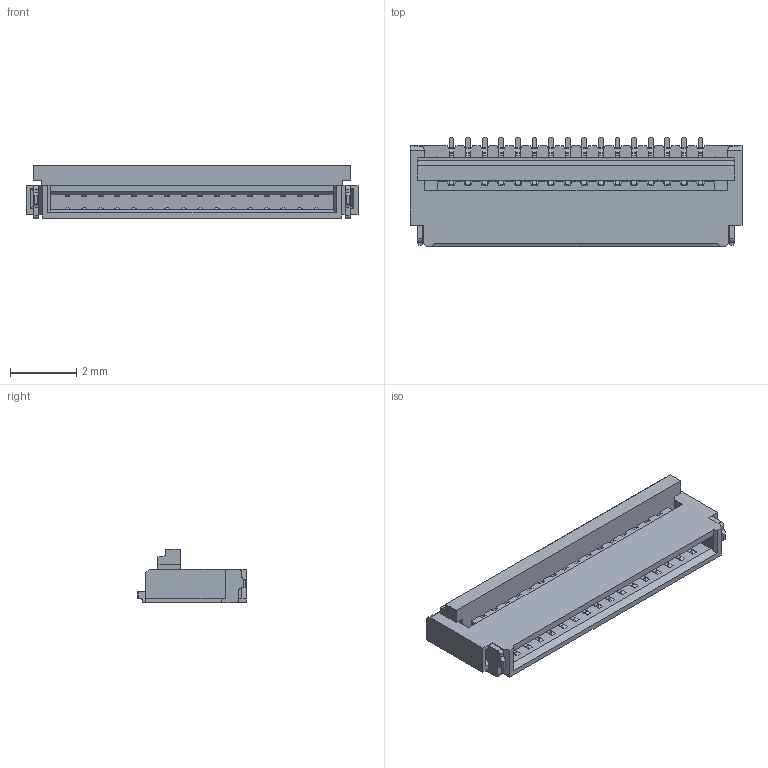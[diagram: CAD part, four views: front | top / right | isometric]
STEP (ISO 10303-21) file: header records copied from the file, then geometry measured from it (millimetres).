
FILE_DESCRIPTION(/* description */ (''),/* implementation_level */ '2;1');
FILE_NAME(/* name */ 'Amphenol F3311A7H121016E200.step',/* time_stamp */ '2025-07-28T23:05:03+01:00',/* author */ (''),/* organization */ (''),/* preprocessor_version */ 'ST-DEVELOPER v20.1',/* originating_system */ 'Autodesk Translation Framework v14.10.0.0',/* authorisation */ '');
FILE_SCHEMA (('AUTOMOTIVE_DESIGN { 1 0 10303 214 3 1 1 }'));
Length unit declared in the file: millimetre
Products named in the file (4): F331_16PIN_ASM; F331_L; F331_M; F331_R
Assembly tree (3 placements, depth 2):
  F331_16PIN_ASM
    F331_L
    F331_M
    F331_R
Bounding box: 10 x 3.3 x 1.62 mm (x, y, z)
Volume: 24.3 mm3; surface area: 166.4 mm2
Topology: 1 solids, 1 shells, 1390 faces, 4187 edges, 2771 vertices
Faces by surface type: plane 975, cylinder 415
Entity records: 47901 total; most frequent: ORIENTED_EDGE 8374, CARTESIAN_POINT 8355, DIRECTION 7819, EDGE_CURVE 4187, LINE 3349, VECTOR 3349, VERTEX_POINT 2771, AXIS2_PLACEMENT_3D 2235
